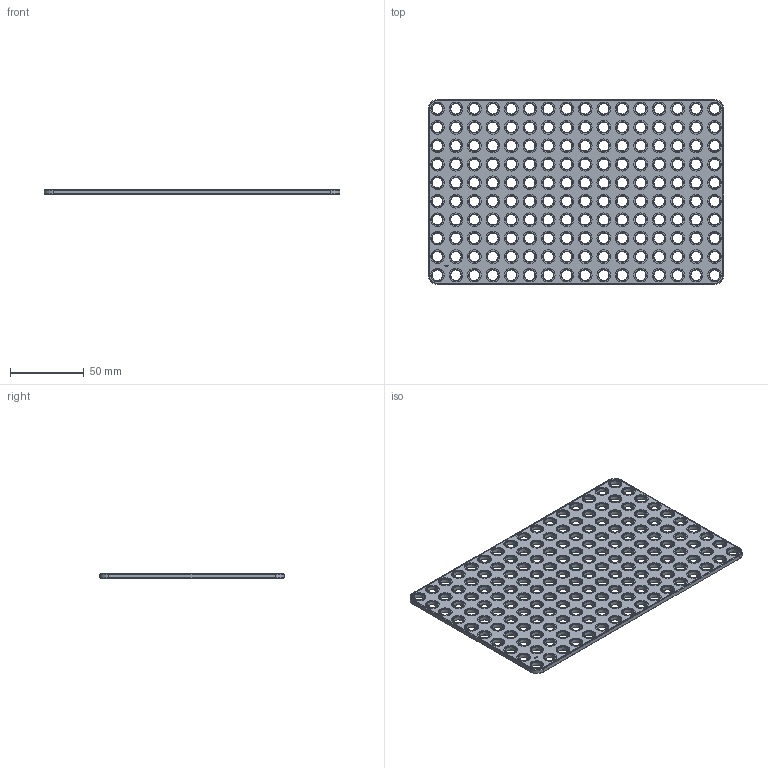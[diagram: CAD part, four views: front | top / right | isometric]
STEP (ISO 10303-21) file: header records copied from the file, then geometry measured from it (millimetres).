
FILE_DESCRIPTION(('FreeCAD Model'),'2;1');
FILE_NAME('Open CASCADE Shape Model','2024-10-08T19:18:01',(''),(''), 'Open CASCADE STEP processor 7.7','FreeCAD','Unknown');
FILE_SCHEMA(('AUTOMOTIVE_DESIGN { 1 0 10303 214 1 1 1 1 }'));
Length unit declared in the file: millimetre
Products named in the file (1): Plate RCT CRNR BU16x10x00.25 - SPN-PLT-0184 (stemfie.org)
Bounding box: 200 x 125 x 3.12 mm (x, y, z)
Volume: 55630.6 mm3; surface area: 50239.8 mm2
Topology: 1 solids, 1 shells, 1278 faces, 2910 edges, 1828 vertices
Faces by surface type: plane 496, cylinder 328, cone 328, extrusion 126
Full cylindrical faces by diameter (mm): 7 x160, 9.2 x160
Entity records: 36823 total; most frequent: CARTESIAN_POINT 7052, DIRECTION 6074, ORIENTED_EDGE 5820, EDGE_CURVE 2910, AXIS2_PLACEMENT_3D 2137, VERTEX_POINT 1828, VECTOR 1800, FACE_BOUND 1792
